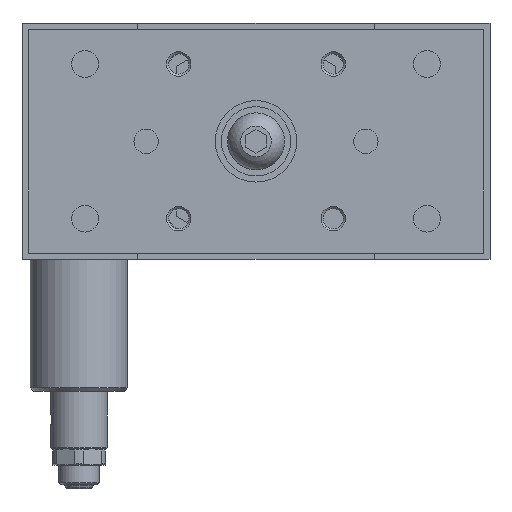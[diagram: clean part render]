
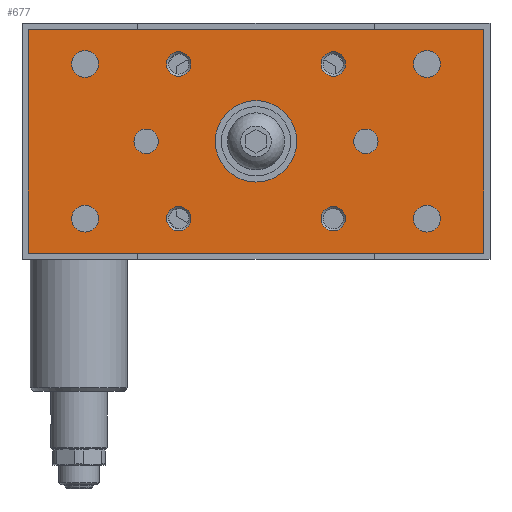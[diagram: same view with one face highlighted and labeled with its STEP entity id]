
A CAD part, left-side view. The second image highlights one B-rep face of the part: STEP entity #677.
In plain terms, the highlighted planar face has unit normal (-1, 0, 0).
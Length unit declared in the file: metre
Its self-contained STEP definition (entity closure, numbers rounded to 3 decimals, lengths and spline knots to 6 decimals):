
#677 = ADVANCED_FACE( '', ( #1754, #1755, #1756, #1757, #1758, #1759, #1760, #1761, #1762, #1763, #1764, #1765 ), #1766, .F. );
#1754 = FACE_BOUND( '', #3431, .T. );
#1755 = FACE_BOUND( '', #3432, .T. );
#1756 = FACE_BOUND( '', #3433, .T. );
#1757 = FACE_BOUND( '', #3434, .T. );
#1758 = FACE_BOUND( '', #3435, .T. );
#1759 = FACE_BOUND( '', #3436, .T. );
#1760 = FACE_BOUND( '', #3437, .T. );
#1761 = FACE_BOUND( '', #3438, .T. );
#1762 = FACE_BOUND( '', #3439, .T. );
#1763 = FACE_BOUND( '', #3440, .T. );
#1764 = FACE_BOUND( '', #3441, .T. );
#1765 = FACE_OUTER_BOUND( '', #3442, .T. );
#1766 = PLANE( '', #3443 );
#3431 = EDGE_LOOP( '', ( #5482 ) );
#3432 = EDGE_LOOP( '', ( #5483 ) );
#3433 = EDGE_LOOP( '', ( #5484 ) );
#3434 = EDGE_LOOP( '', ( #5485 ) );
#3435 = EDGE_LOOP( '', ( #5486 ) );
#3436 = EDGE_LOOP( '', ( #5487 ) );
#3437 = EDGE_LOOP( '', ( #5488 ) );
#3438 = EDGE_LOOP( '', ( #5489 ) );
#3439 = EDGE_LOOP( '', ( #5490 ) );
#3440 = EDGE_LOOP( '', ( #5491 ) );
#3441 = EDGE_LOOP( '', ( #5492 ) );
#3442 = EDGE_LOOP( '', ( #5493, #5494, #5495, #5496 ) );
#3443 = AXIS2_PLACEMENT_3D( '', #5497, #5498, #5499 );
#5482 = ORIENTED_EDGE( '', *, *, #8470, .T. );
#5483 = ORIENTED_EDGE( '', *, *, #8471, .T. );
#5484 = ORIENTED_EDGE( '', *, *, #8472, .F. );
#5485 = ORIENTED_EDGE( '', *, *, #8473, .F. );
#5486 = ORIENTED_EDGE( '', *, *, #8474, .T. );
#5487 = ORIENTED_EDGE( '', *, *, #8475, .F. );
#5488 = ORIENTED_EDGE( '', *, *, #8476, .T. );
#5489 = ORIENTED_EDGE( '', *, *, #8477, .T. );
#5490 = ORIENTED_EDGE( '', *, *, #8478, .F. );
#5491 = ORIENTED_EDGE( '', *, *, #8479, .F. );
#5492 = ORIENTED_EDGE( '', *, *, #8426, .T. );
#5493 = ORIENTED_EDGE( '', *, *, #8480, .T. );
#5494 = ORIENTED_EDGE( '', *, *, #8481, .T. );
#5495 = ORIENTED_EDGE( '', *, *, #8482, .T. );
#5496 = ORIENTED_EDGE( '', *, *, #8329, .T. );
#5497 = CARTESIAN_POINT( '', ( -0.022, -0.056, -0.0565 ) );
#5498 = DIRECTION( '', ( 1., 0., 0. ) );
#5499 = DIRECTION( '', ( 0., 1., 0. ) );
#8329 = EDGE_CURVE( '', #9749, #9747, #9750, .T. );
#8426 = EDGE_CURVE( '', #9903, #9903, #9904, .T. );
#8470 = EDGE_CURVE( '', #9969, #9969, #9970, .T. );
#8471 = EDGE_CURVE( '', #9971, #9971, #9972, .T. );
#8472 = EDGE_CURVE( '', #9973, #9973, #9974, .T. );
#8473 = EDGE_CURVE( '', #9975, #9975, #9976, .T. );
#8474 = EDGE_CURVE( '', #9977, #9977, #9978, .T. );
#8475 = EDGE_CURVE( '', #9979, #9979, #9980, .T. );
#8476 = EDGE_CURVE( '', #9981, #9981, #9982, .T. );
#8477 = EDGE_CURVE( '', #9983, #9983, #9984, .T. );
#8478 = EDGE_CURVE( '', #9985, #9985, #9986, .T. );
#8479 = EDGE_CURVE( '', #9987, #9987, #9988, .T. );
#8480 = EDGE_CURVE( '', #9747, #9989, #9990, .T. );
#8481 = EDGE_CURVE( '', #9989, #9991, #9992, .T. );
#8482 = EDGE_CURVE( '', #9991, #9749, #9993, .T. );
#9747 = VERTEX_POINT( '', #11786 );
#9749 = VERTEX_POINT( '', #11789 );
#9750 = LINE( '', #11790, #11791 );
#9903 = VERTEX_POINT( '', #12249 );
#9904 = CIRCLE( '', #12250, 0.0033 );
#9969 = VERTEX_POINT( '', #12410 );
#9970 = CIRCLE( '', #12411, 0.01 );
#9971 = VERTEX_POINT( '', #12412 );
#9972 = CIRCLE( '', #12413, 0.003 );
#9973 = VERTEX_POINT( '', #12414 );
#9974 = CIRCLE( '', #12415, 0.003 );
#9975 = VERTEX_POINT( '', #12416 );
#9976 = CIRCLE( '', #12417, 0.003 );
#9977 = VERTEX_POINT( '', #12418 );
#9978 = CIRCLE( '', #12419, 0.003 );
#9979 = VERTEX_POINT( '', #12420 );
#9980 = CIRCLE( '', #12421, 0.003 );
#9981 = VERTEX_POINT( '', #12422 );
#9982 = CIRCLE( '', #12423, 0.003 );
#9983 = VERTEX_POINT( '', #12424 );
#9984 = CIRCLE( '', #12425, 0.0033 );
#9985 = VERTEX_POINT( '', #12426 );
#9986 = CIRCLE( '', #12427, 0.0033 );
#9987 = VERTEX_POINT( '', #12428 );
#9988 = CIRCLE( '', #12429, 0.0033 );
#9989 = VERTEX_POINT( '', #12430 );
#9990 = LINE( '', #12431, #12432 );
#9991 = VERTEX_POINT( '', #12433 );
#9992 = LINE( '', #12434, #12435 );
#9993 = LINE( '', #12436, #12437 );
#11786 = CARTESIAN_POINT( '', ( -0.022, -0.056, -0.0565 ) );
#11789 = CARTESIAN_POINT( '', ( -0.022, 0.056, -0.0565 ) );
#11790 = CARTESIAN_POINT( '', ( -0.022, 0.056, -0.0565 ) );
#11791 = VECTOR( '', #14574, 1. );
#12249 = CARTESIAN_POINT( '', ( -0.022, 0.042, -0.0067 ) );
#12250 = AXIS2_PLACEMENT_3D( '', #14683, #14684, #14685 );
#12410 = CARTESIAN_POINT( '', ( -0.022, 0., -0.039 ) );
#12411 = AXIS2_PLACEMENT_3D( '', #14733, #14734, #14735 );
#12412 = CARTESIAN_POINT( '', ( -0.022, -0.019, -0.045 ) );
#12413 = AXIS2_PLACEMENT_3D( '', #14736, #14737, #14738 );
#12414 = CARTESIAN_POINT( '', ( -0.022, 0.019, -0.045 ) );
#12415 = AXIS2_PLACEMENT_3D( '', #14739, #14740, #14741 );
#12416 = CARTESIAN_POINT( '', ( -0.022, -0.019, -0.013 ) );
#12417 = AXIS2_PLACEMENT_3D( '', #14742, #14743, #14744 );
#12418 = CARTESIAN_POINT( '', ( -0.022, 0.019, -0.013 ) );
#12419 = AXIS2_PLACEMENT_3D( '', #14745, #14746, #14747 );
#12420 = CARTESIAN_POINT( '', ( -0.022, -0.027, -0.032 ) );
#12421 = AXIS2_PLACEMENT_3D( '', #14748, #14749, #14750 );
#12422 = CARTESIAN_POINT( '', ( -0.022, 0.027, -0.032 ) );
#12423 = AXIS2_PLACEMENT_3D( '', #14751, #14752, #14753 );
#12424 = CARTESIAN_POINT( '', ( -0.022, -0.042, -0.0513 ) );
#12425 = AXIS2_PLACEMENT_3D( '', #14754, #14755, #14756 );
#12426 = CARTESIAN_POINT( '', ( -0.022, 0.042, -0.0513 ) );
#12427 = AXIS2_PLACEMENT_3D( '', #14757, #14758, #14759 );
#12428 = CARTESIAN_POINT( '', ( -0.022, -0.042, -0.0067 ) );
#12429 = AXIS2_PLACEMENT_3D( '', #14760, #14761, #14762 );
#12430 = CARTESIAN_POINT( '', ( -0.022, -0.056, -0.0015 ) );
#12431 = CARTESIAN_POINT( '', ( -0.022, -0.056, -0.0565 ) );
#12432 = VECTOR( '', #14763, 1. );
#12433 = CARTESIAN_POINT( '', ( -0.022, 0.056, -0.0015 ) );
#12434 = CARTESIAN_POINT( '', ( -0.022, -0.056, -0.0015 ) );
#12435 = VECTOR( '', #14764, 1. );
#12436 = CARTESIAN_POINT( '', ( -0.022, 0.056, -0.0015 ) );
#12437 = VECTOR( '', #14765, 1. );
#14574 = DIRECTION( '', ( 0., -1., 0. ) );
#14683 = CARTESIAN_POINT( '', ( -0.022, 0.042, -0.01 ) );
#14684 = DIRECTION( '', ( 1., 0., 0. ) );
#14685 = DIRECTION( '', ( 0., 0., 1. ) );
#14733 = CARTESIAN_POINT( '', ( -0.022, 0., -0.029 ) );
#14734 = DIRECTION( '', ( 1., 0., 0. ) );
#14735 = DIRECTION( '', ( 0., 0., -1. ) );
#14736 = CARTESIAN_POINT( '', ( -0.022, -0.019, -0.048 ) );
#14737 = DIRECTION( '', ( 1., 0., 0. ) );
#14738 = DIRECTION( '', ( 0., 0., 1. ) );
#14739 = CARTESIAN_POINT( '', ( -0.022, 0.019, -0.048 ) );
#14740 = DIRECTION( '', ( -1., 0., 0. ) );
#14741 = DIRECTION( '', ( 0., 0., 1. ) );
#14742 = CARTESIAN_POINT( '', ( -0.022, -0.019, -0.01 ) );
#14743 = DIRECTION( '', ( -1., 0., 0. ) );
#14744 = DIRECTION( '', ( 0., 0., -1. ) );
#14745 = CARTESIAN_POINT( '', ( -0.022, 0.019, -0.01 ) );
#14746 = DIRECTION( '', ( 1., 0., 0. ) );
#14747 = DIRECTION( '', ( 0., 0., -1. ) );
#14748 = CARTESIAN_POINT( '', ( -0.022, -0.027, -0.029 ) );
#14749 = DIRECTION( '', ( -1., 0., 0. ) );
#14750 = DIRECTION( '', ( 0., 0., -1. ) );
#14751 = CARTESIAN_POINT( '', ( -0.022, 0.027, -0.029 ) );
#14752 = DIRECTION( '', ( 1., 0., 0. ) );
#14753 = DIRECTION( '', ( 0., 0., -1. ) );
#14754 = CARTESIAN_POINT( '', ( -0.022, -0.042, -0.048 ) );
#14755 = DIRECTION( '', ( 1., 0., 0. ) );
#14756 = DIRECTION( '', ( 0., 0., -1. ) );
#14757 = CARTESIAN_POINT( '', ( -0.022, 0.042, -0.048 ) );
#14758 = DIRECTION( '', ( -1., 0., 0. ) );
#14759 = DIRECTION( '', ( 0., 0., -1. ) );
#14760 = CARTESIAN_POINT( '', ( -0.022, -0.042, -0.01 ) );
#14761 = DIRECTION( '', ( -1., 0., 0. ) );
#14762 = DIRECTION( '', ( 0., 0., 1. ) );
#14763 = DIRECTION( '', ( 0., 0., 1. ) );
#14764 = DIRECTION( '', ( 0., 1., 0. ) );
#14765 = DIRECTION( '', ( 0., 0., -1. ) );
